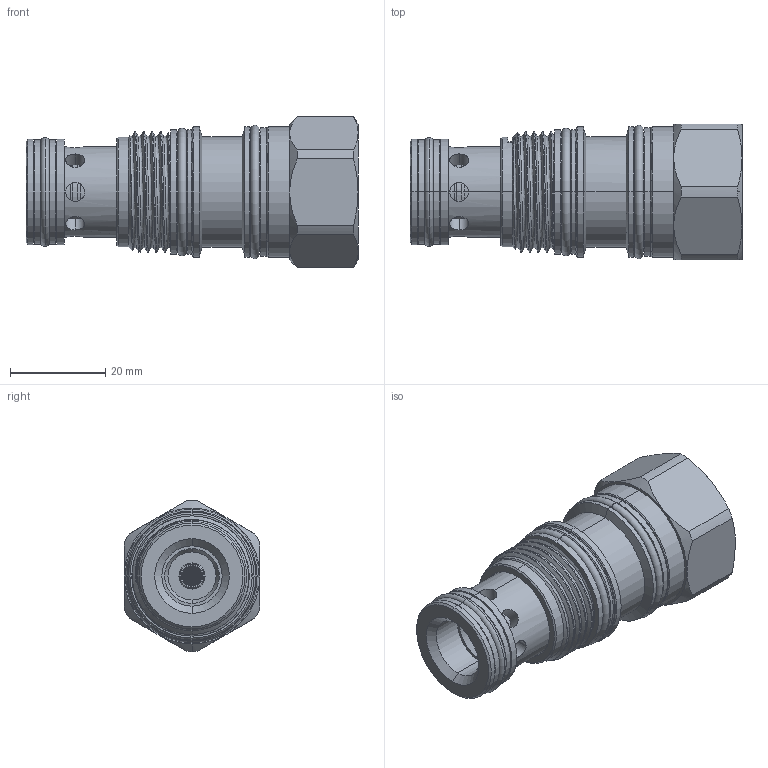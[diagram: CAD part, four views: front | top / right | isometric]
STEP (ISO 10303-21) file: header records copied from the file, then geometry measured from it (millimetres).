
FILE_DESCRIPTION (( 'STEP AP203' ), '1' );
FILE_NAME ('RV2A30-8.STEP', '2016-08-05T02:32:57', ( '' ), ( '' ), 'SwSTEP 2.0', 'SolidWorks 2012', '' );
FILE_SCHEMA (( 'CONFIG_CONTROL_DESIGN' ));
Products named in the file (1): RV2A30-8
Bounding box: 69.87 x 28.57 x 31.8 mm (x, y, z)
Volume: 30100.5 mm3; surface area: 12026.8 mm2
Topology: 5 solids, 6 shells, 693 faces, 1936 edges, 1218 vertices
Faces by surface type: cylinder 556, cone 55, plane 42, torus 30, bspline 6, sphere 4
Entity records: 49312 total; most frequent: CARTESIAN_POINT 32400, ORIENTED_EDGE 3872, DIRECTION 2699, EDGE_CURVE 1936, VERTEX_POINT 1218, EDGE_LOOP 1096, AXIS2_PLACEMENT_3D 1065, B_SPLINE_CURVE_WITH_KNOTS 944
